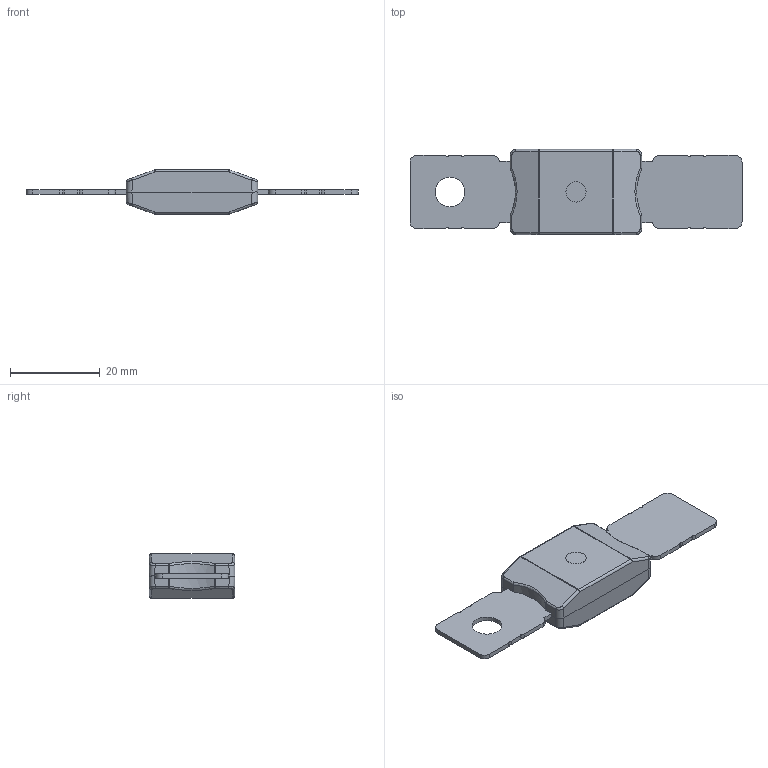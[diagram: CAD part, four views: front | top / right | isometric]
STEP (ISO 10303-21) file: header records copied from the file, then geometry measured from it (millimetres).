
FILE_DESCRIPTION((''),'2;1');
FILE_NAME('0898000_UX-1M6','2022-08-03T10:27:05',('MLegi'),(''),'CREO PARAMETRIC BY PTC INC, 2021304','CREO PARAMETRIC BY PTC INC, 2021304','');
FILE_SCHEMA(('CONFIG_CONTROL_DESIGN'));
Length unit declared in the file: millimetre
Products named in the file (1): 0898000_UX-1M6
Bounding box: 73.8 x 19.05 x 9.89 mm (x, y, z)
Volume: 5507 mm3; surface area: 3281.9 mm2
Topology: 1 solids, 1 shells, 144 faces, 356 edges, 208 vertices
Faces by surface type: cylinder 70, plane 42, sphere 16, bspline 12, cone 4
Entity records: 4780 total; most frequent: CARTESIAN_POINT 1454, ORIENTED_EDGE 696, DIRECTION 680, EDGE_CURVE 348, AXIS2_PLACEMENT_3D 252, VERTEX_POINT 208, VECTOR 176, LINE 176
